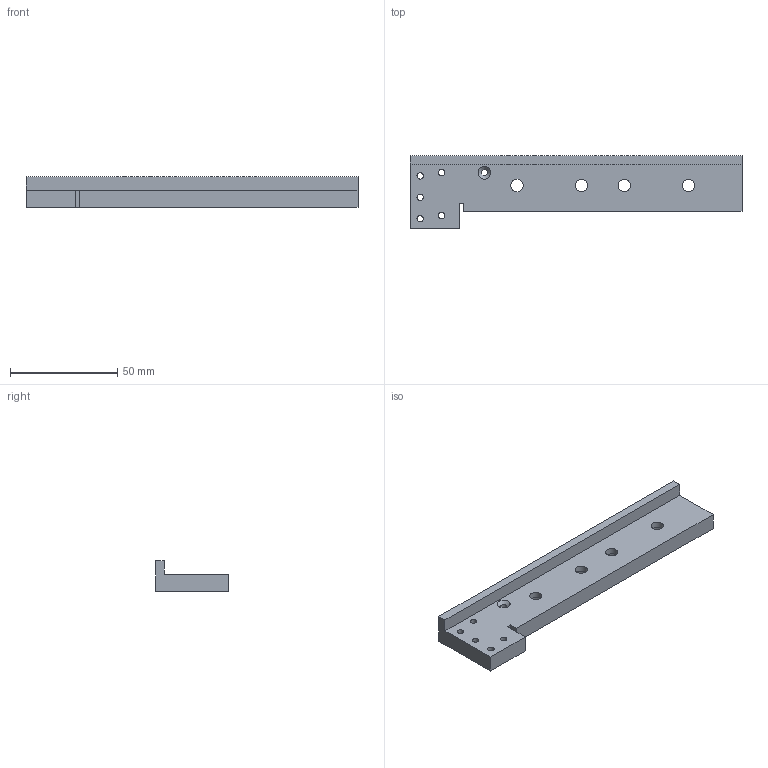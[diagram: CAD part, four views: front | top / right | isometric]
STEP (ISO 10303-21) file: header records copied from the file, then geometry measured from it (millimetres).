
FILE_DESCRIPTION(/* description */ (''),/* implementation_level */ '2;1');
FILE_NAME(/* name */ 'Perseus-x-arm.step',/* time_stamp */ '2022-01-04T22:05:58+08:00',/* author */ (''),/* organization */ (''),/* preprocessor_version */ 'ST-DEVELOPER v18.1',/* originating_system */ 'Autodesk Translation Framework v10.10.0.1391',/* authorisation */ '');
FILE_SCHEMA (('AUTOMOTIVE_DESIGN { 1 0 10303 214 3 1 1 }'));
Length unit declared in the file: millimetre
Products named in the file (1): Arm
Bounding box: 155 x 34 x 14.25 mm (x, y, z)
Volume: 35291.2 mm3; surface area: 14484.1 mm2
Topology: 1 solids, 1 shells, 31 faces, 74 edges, 49 vertices
Faces by surface type: plane 16, cylinder 14, cone 1
Full cylindrical faces by diameter (mm): 3 x6, 5.75 x4, 10 x4
Entity records: 989 total; most frequent: DIRECTION 167, CARTESIAN_POINT 155, ORIENTED_EDGE 148, EDGE_CURVE 74, AXIS2_PLACEMENT_3D 61, EDGE_LOOP 55, VERTEX_POINT 49, LINE 45
